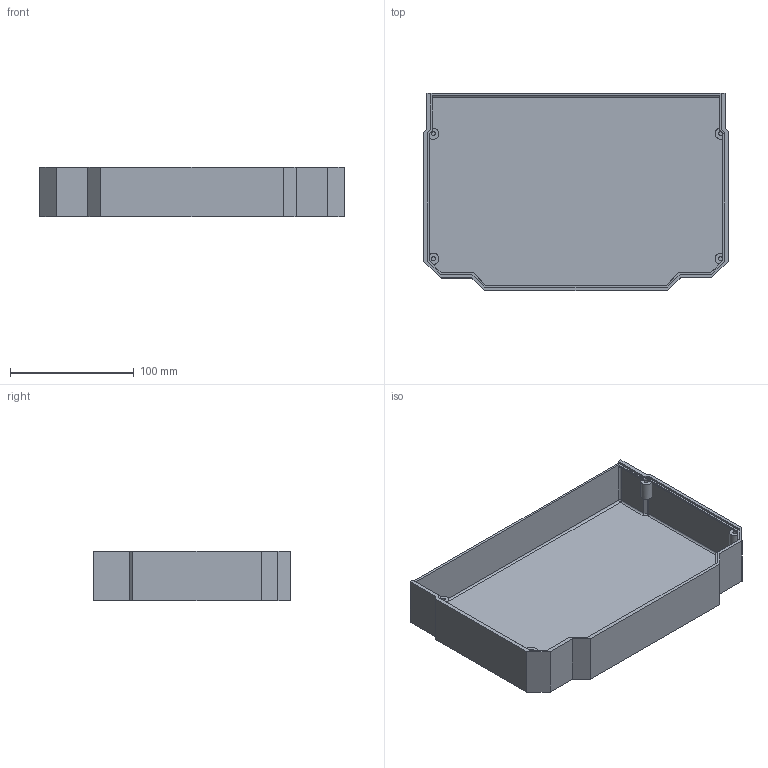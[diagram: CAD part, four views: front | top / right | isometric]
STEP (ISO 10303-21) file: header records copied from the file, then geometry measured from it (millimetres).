
FILE_DESCRIPTION(('HOOPS Exchange Step'),'2;1');
FILE_NAME('temp_export','2026-01-30T01:59:51-19:30',('Raja Mahari'),('Shapr3D Limited'),'HOOPS Exchange 2025.9','Shapr3D','Authorized');
FILE_SCHEMA( ('AP242_MANAGED_MODEL_BASED_3D_ENGINEERING_MIM_LF {1 0 10303 442 1 1 4}') );
Length unit declared in the file: millimetre
Products named in the file (2): J.shapr; root
Assembly tree (1 placements, depth 2):
  root
    J.shapr
Bounding box: 245.74 x 159.52 x 40 mm (x, y, z)
Volume: 157466.2 mm3; surface area: 137487 mm2
Topology: 1 solids, 1 shells, 172 faces, 449 edges, 265 vertices
Faces by surface type: plane 99, cylinder 52, sphere 19, bspline 2
Full cylindrical faces by diameter (mm): 3.2 x4, 9 x1
Entity records: 5347 total; most frequent: CARTESIAN_POINT 1162, DIRECTION 863, ORIENTED_EDGE 862, EDGE_CURVE 431, VECTOR 305, LINE 305, AXIS2_PLACEMENT_3D 279, VERTEX_POINT 265
